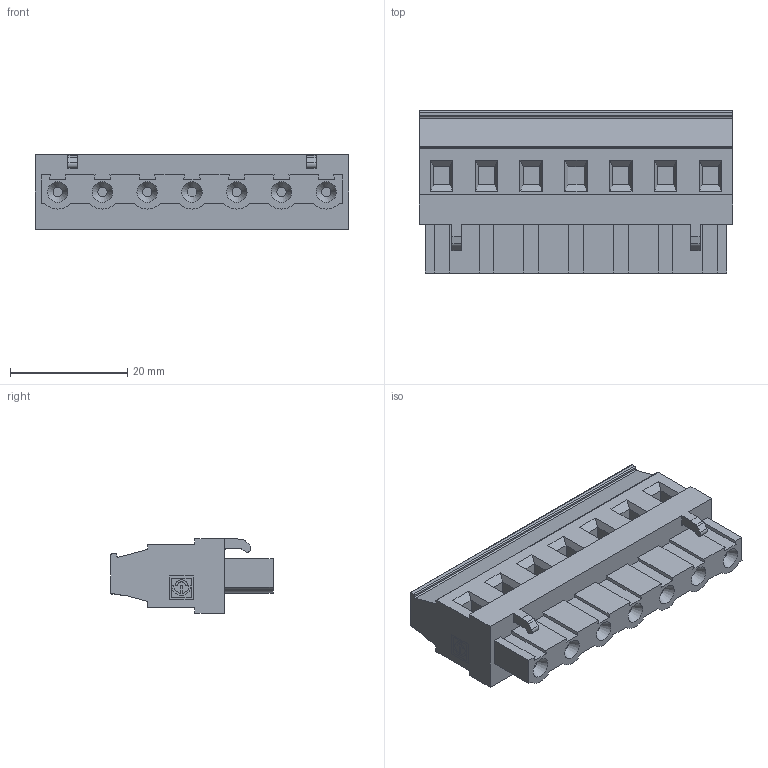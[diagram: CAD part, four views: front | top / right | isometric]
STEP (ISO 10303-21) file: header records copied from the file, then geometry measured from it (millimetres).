
FILE_DESCRIPTION(('STEP AP214'),'1');
FILE_NAME('SV07-7,62-F.stp','2020-05-14T12:20:02',(' '),(' '),'Spatial InterOp 3D',' ',' ');
FILE_SCHEMA(('automotive_design'));
Length unit declared in the file: metre
Products named in the file (1): 1
Bounding box: 53.34 x 27.6 x 12.7 mm (x, y, z)
Volume: 11790.4 mm3; surface area: 5983.4 mm2
Topology: 1 solids, 1 shells, 268 faces, 664 edges, 438 vertices
Faces by surface type: plane 195, cylinder 65, cone 7, extrusion 1
Full cylindrical faces by diameter (mm): 1.6 x7, 3.97 x7
Entity records: 9897 total; most frequent: CARTESIAN_POINT 1354, DIRECTION 1308, ORIENTED_EDGE 1272, EDGE_CURVE 636, VECTOR 498, LINE 497, VERTEX_POINT 431, AXIS2_PLACEMENT_3D 405
